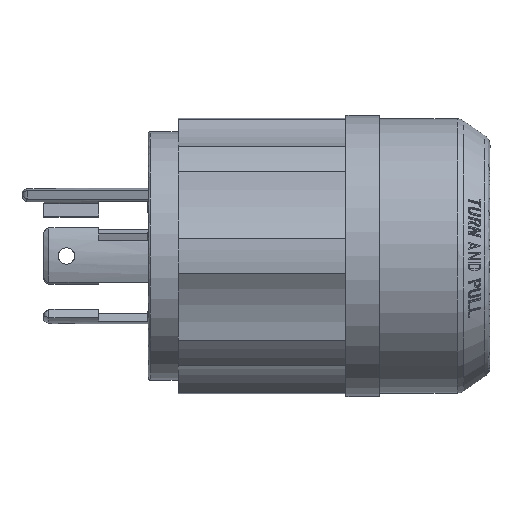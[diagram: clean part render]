
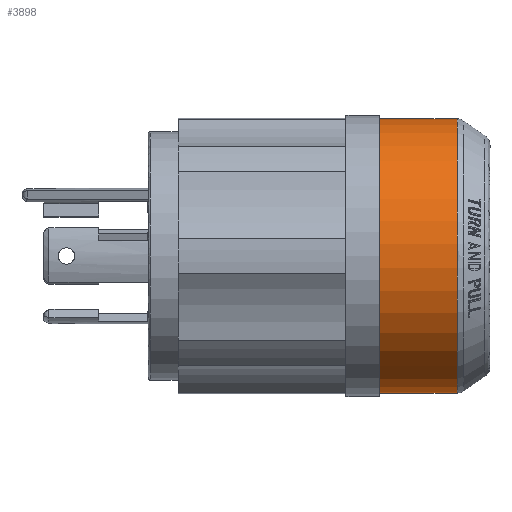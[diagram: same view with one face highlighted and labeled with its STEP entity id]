
A CAD part, front view. The second image highlights one B-rep face of the part: STEP entity #3898.
In plain terms, the highlighted cylindrical face has radius 27.584 mm (diameter 55.169 mm), a partial arc.
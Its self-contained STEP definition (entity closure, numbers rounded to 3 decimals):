
#355 = VECTOR ( 'NONE', #21199, 1000. ) ;
#528 = CARTESIAN_POINT ( 'NONE',  ( 102.032, 1.194, -27.559 ) ) ;
#2233 = DIRECTION ( 'NONE',  ( 0., 0., 1. ) ) ;
#3898 = ADVANCED_FACE ( 'NONE', ( #27798 ), #24681, .T. ) ;
#6368 = EDGE_CURVE ( 'NONE', #18361, #18170, #11302, .T. ) ;
#9590 = CARTESIAN_POINT ( 'NONE',  ( 79.807, 0., 0. ) ) ;
#10846 = AXIS2_PLACEMENT_3D ( 'NONE', #9590, #17628, #43080 ) ;
#11302 = LINE ( 'NONE', #528, #355 ) ;
#11475 = EDGE_CURVE ( 'NONE', #38857, #15321, #40338, .T. ) ;
#15321 = VERTEX_POINT ( 'NONE', #20271 ) ;
#15933 = DIRECTION ( 'NONE',  ( 1., 0., 0. ) ) ;
#17628 = DIRECTION ( 'NONE',  ( -1., 0., 0. ) ) ;
#17742 = DIRECTION ( 'NONE',  ( 1., 0., 0. ) ) ;
#18170 = VERTEX_POINT ( 'NONE', #45914 ) ;
#18361 = VERTEX_POINT ( 'NONE', #47719 ) ;
#19428 = ORIENTED_EDGE ( 'NONE', *, *, #28044, .T. ) ;
#20271 = CARTESIAN_POINT ( 'NONE',  ( 95.445, 1.194, 27.559 ) ) ;
#21199 = DIRECTION ( 'NONE',  ( -1., 0., 0. ) ) ;
#21621 = EDGE_LOOP ( 'NONE', ( #25162, #31325, #19428, #49851 ) ) ;
#24148 = VECTOR ( 'NONE', #15933, 1000. ) ;
#24370 = AXIS2_PLACEMENT_3D ( 'NONE', #35533, #48223, #2233 ) ;
#24565 = CARTESIAN_POINT ( 'NONE',  ( 102.032, 1.194, 27.559 ) ) ;
#24681 = CYLINDRICAL_SURFACE ( 'NONE', #10846, 27.584 ) ;
#25162 = ORIENTED_EDGE ( 'NONE', *, *, #45870, .T. ) ;
#27798 = FACE_OUTER_BOUND ( 'NONE', #21621, .T. ) ;
#28044 = EDGE_CURVE ( 'NONE', #38857, #18170, #38310, .T. ) ;
#30235 = AXIS2_PLACEMENT_3D ( 'NONE', #34162, #17742, #41936 ) ;
#31325 = ORIENTED_EDGE ( 'NONE', *, *, #11475, .F. ) ;
#33746 = CARTESIAN_POINT ( 'NONE',  ( 79.807, 1.194, 27.559 ) ) ;
#33812 = CIRCLE ( 'NONE', #24370, 27.584 ) ;
#34162 = CARTESIAN_POINT ( 'NONE',  ( 79.807, 0., 0. ) ) ;
#35533 = CARTESIAN_POINT ( 'NONE',  ( 95.445, 0., 0. ) ) ;
#38310 = CIRCLE ( 'NONE', #30235, 27.584 ) ;
#38857 = VERTEX_POINT ( 'NONE', #33746 ) ;
#40338 = LINE ( 'NONE', #24565, #24148 ) ;
#41936 = DIRECTION ( 'NONE',  ( 0., 0., 1. ) ) ;
#43080 = DIRECTION ( 'NONE',  ( 0., 0., 1. ) ) ;
#45870 = EDGE_CURVE ( 'NONE', #18361, #15321, #33812, .T. ) ;
#45914 = CARTESIAN_POINT ( 'NONE',  ( 79.807, 1.194, -27.559 ) ) ;
#47719 = CARTESIAN_POINT ( 'NONE',  ( 95.445, 1.194, -27.559 ) ) ;
#48223 = DIRECTION ( 'NONE',  ( -1., 0., 0. ) ) ;
#49851 = ORIENTED_EDGE ( 'NONE', *, *, #6368, .F. ) ;
